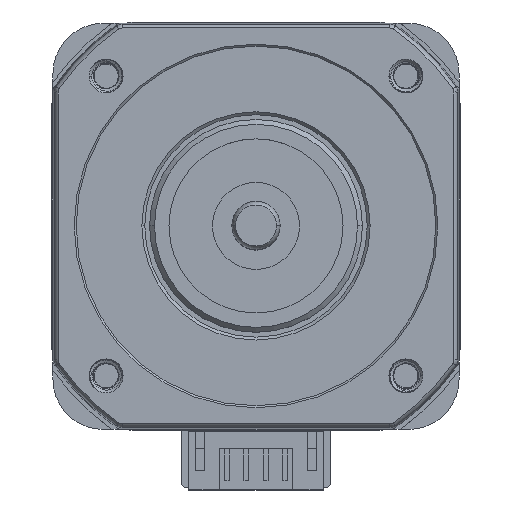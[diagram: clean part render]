
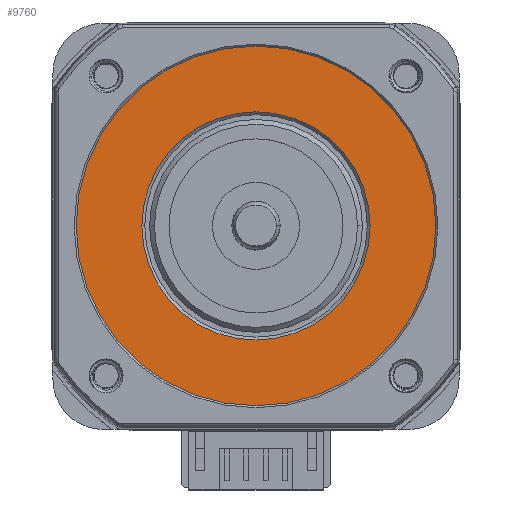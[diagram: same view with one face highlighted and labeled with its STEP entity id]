
A CAD part, top view. The second image highlights one B-rep face of the part: STEP entity #9760.
In plain terms, the highlighted planar face has unit normal (0, 0, 1).
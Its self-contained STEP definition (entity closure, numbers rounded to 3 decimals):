
#8890=CARTESIAN_POINT('',(-11.8,0.,-0.2
));
#8900=VERTEX_POINT('',#8890);
#8980=CARTESIAN_POINT('',(11.8,0.,-0.2));
#8990=VERTEX_POINT('',#8980);
#9020=CARTESIAN_POINT('',(0.,0.,
-0.2));
#9030=DIRECTION('',(-0.,-0.,-1.));
#9040=DIRECTION('',(1.,0.,0.));
#9050=AXIS2_PLACEMENT_3D('',#9020,#9030,#9040);
#9060=CIRCLE('',#9050,11.8);
#9070=EDGE_CURVE('',#8990,#8900,#9060,.T.);
#9510=CARTESIAN_POINT('',(-18.823,-18.823,-0.2));
#9520=DIRECTION('',(0.,0.,1.));
#9530=DIRECTION('',(1.,0.,-0.));
#9540=AXIS2_PLACEMENT_3D('',#9510,#9520,#9530);
#9550=PLANE('',#9540);
#9560=CARTESIAN_POINT('',(0.,0.,-0.2
));
#9570=DIRECTION('',(0.,0.,1.));
#9580=DIRECTION('',(1.,0.,0.));
#9590=AXIS2_PLACEMENT_3D('',#9560,#9570,#9580);
#9600=CIRCLE('',#9590,18.6);
#9610=CARTESIAN_POINT('',(-18.6,0.,-0.2
));
#9620=VERTEX_POINT('',#9610);
#9630=CARTESIAN_POINT('',(18.6,0.,-0.2));
#9640=VERTEX_POINT('',#9630);
#9650=EDGE_CURVE('',#9620,#9640,#9600,.T.);
#9660=ORIENTED_EDGE('',*,*,#9650,.T.);
#9670=EDGE_CURVE('',#9640,#9620,#9600,.T.);
#9680=ORIENTED_EDGE('',*,*,#9670,.T.);
#9690=EDGE_LOOP('',(#9680,#9660));
#9700=FACE_OUTER_BOUND('',#9690,.T.);
#9710=EDGE_CURVE('',#8900,#8990,#9060,.T.);
#9720=ORIENTED_EDGE('',*,*,#9710,.T.);
#9730=ORIENTED_EDGE('',*,*,#9070,.T.);
#9740=EDGE_LOOP('',(#9730,#9720));
#9750=FACE_BOUND('',#9740,.T.);
#9760=ADVANCED_FACE('',(#9700,#9750),#9550,.T.);
